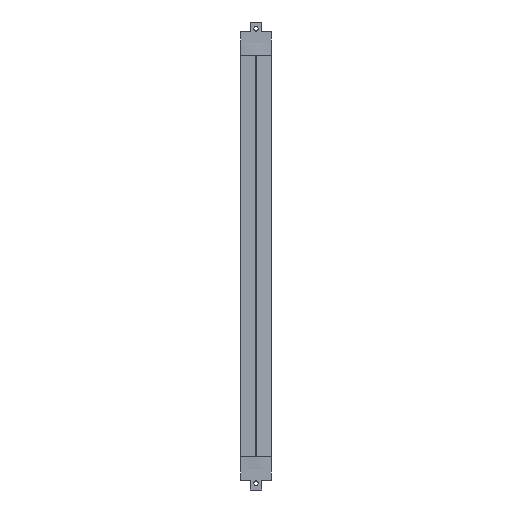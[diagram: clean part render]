
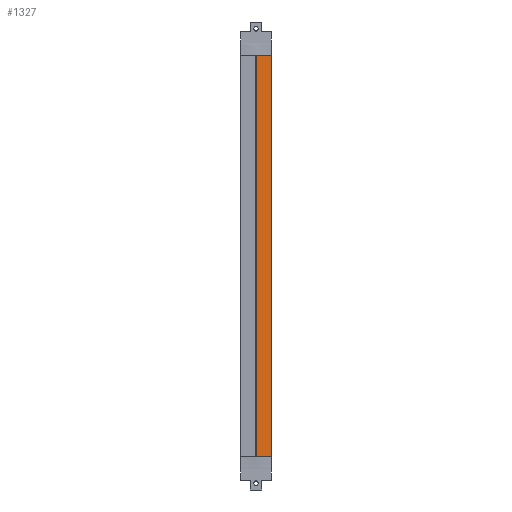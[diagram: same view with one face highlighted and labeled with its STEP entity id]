
A CAD part, front view. The second image highlights one B-rep face of the part: STEP entity #1327.
In plain terms, the highlighted planar face has unit normal (0.05, -0.999, 0).
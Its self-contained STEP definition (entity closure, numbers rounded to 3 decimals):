
#34 = LINE ( 'NONE', #816, #464 ) ;
#45 = AXIS2_PLACEMENT_3D ( 'NONE', #1349, #1092, #1047 ) ;
#79 = EDGE_CURVE ( 'NONE', #103, #1136, #34, .T. ) ;
#103 = VERTEX_POINT ( 'NONE', #1122 ) ;
#112 = VERTEX_POINT ( 'NONE', #1035 ) ;
#202 = ORIENTED_EDGE ( 'NONE', *, *, #561, .T. ) ;
#285 = DIRECTION ( 'NONE',  ( 0., 0., -1. ) ) ;
#376 = FACE_OUTER_BOUND ( 'NONE', #593, .T. ) ;
#384 = VECTOR ( 'NONE', #1282, 1000. ) ;
#464 = VECTOR ( 'NONE', #285, 1000. ) ;
#481 = CARTESIAN_POINT ( 'NONE',  ( 0.176, -0.996, -265. ) ) ;
#484 = VERTEX_POINT ( 'NONE', #632 ) ;
#561 = EDGE_CURVE ( 'NONE', #484, #103, #626, .T. ) ;
#593 = EDGE_LOOP ( 'NONE', ( #1241, #1007, #849, #202 ) ) ;
#626 = LINE ( 'NONE', #1402, #923 ) ;
#632 = CARTESIAN_POINT ( 'NONE',  ( 20., 0., 265. ) ) ;
#673 = EDGE_CURVE ( 'NONE', #484, #112, #1248, .T. ) ;
#689 = EDGE_CURVE ( 'NONE', #112, #1136, #1082, .T. ) ;
#816 = CARTESIAN_POINT ( 'NONE',  ( 0.176, -0.996, 265. ) ) ;
#849 = ORIENTED_EDGE ( 'NONE', *, *, #673, .F. ) ;
#923 = VECTOR ( 'NONE', #1076, 1000. ) ;
#1007 = ORIENTED_EDGE ( 'NONE', *, *, #689, .F. ) ;
#1018 = VECTOR ( 'NONE', #1368, 1000. ) ;
#1035 = CARTESIAN_POINT ( 'NONE',  ( 20., 0., -265. ) ) ;
#1047 = DIRECTION ( 'NONE',  ( 0.999, 0.05, 0. ) ) ;
#1062 = PLANE ( 'NONE',  #45 ) ;
#1076 = DIRECTION ( 'NONE',  ( -0.999, -0.05, 0. ) ) ;
#1082 = LINE ( 'NONE', #1198, #384 ) ;
#1092 = DIRECTION ( 'NONE',  ( 0.05, -0.999, 0. ) ) ;
#1122 = CARTESIAN_POINT ( 'NONE',  ( 0.176, -0.996, 265. ) ) ;
#1136 = VERTEX_POINT ( 'NONE', #481 ) ;
#1198 = CARTESIAN_POINT ( 'NONE',  ( 0.05, -1.002, -265. ) ) ;
#1223 = CARTESIAN_POINT ( 'NONE',  ( 20., 0., 265. ) ) ;
#1241 = ORIENTED_EDGE ( 'NONE', *, *, #79, .T. ) ;
#1248 = LINE ( 'NONE', #1223, #1018 ) ;
#1282 = DIRECTION ( 'NONE',  ( -0.999, -0.05, 0. ) ) ;
#1327 = ADVANCED_FACE ( 'NONE', ( #376 ), #1062, .T. ) ;
#1349 = CARTESIAN_POINT ( 'NONE',  ( 0.05, -1.002, 265. ) ) ;
#1368 = DIRECTION ( 'NONE',  ( 0., 0., -1. ) ) ;
#1402 = CARTESIAN_POINT ( 'NONE',  ( 0.05, -1.002, 265. ) ) ;
